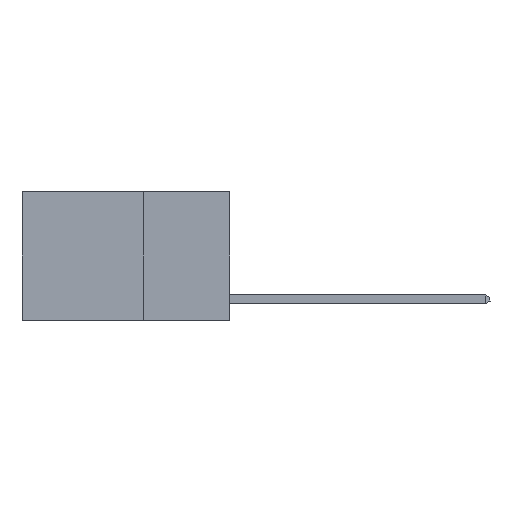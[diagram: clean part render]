
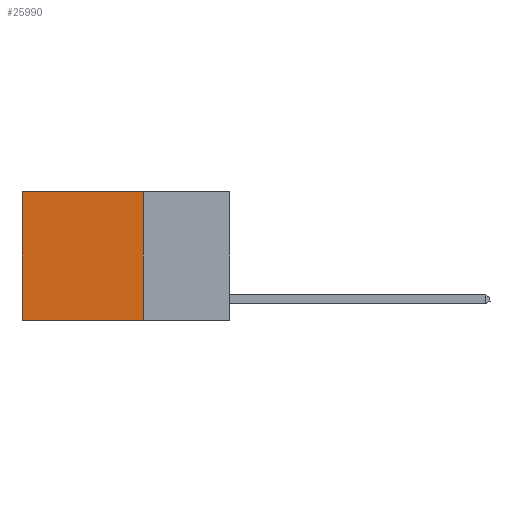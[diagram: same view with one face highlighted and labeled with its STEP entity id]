
A CAD part, left-side view. The second image highlights one B-rep face of the part: STEP entity #25990.
In plain terms, the highlighted planar face has unit normal (-1, 0, 0).
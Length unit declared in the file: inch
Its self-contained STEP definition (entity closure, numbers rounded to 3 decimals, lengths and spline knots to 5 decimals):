
#1287 = ORIENTED_EDGE ( 'NONE', *, *, #2559, .F. ) ;
#2102 = DIRECTION ( 'NONE',  ( 0., 1., 0. ) ) ;
#2559 = EDGE_CURVE ( 'NONE', #25623, #14155, #4317, .T. ) ;
#3327 = CARTESIAN_POINT ( 'NONE',  ( 0.2625, 0.25, 0. ) ) ;
#4317 = LINE ( 'NONE', #12666, #14227 ) ;
#6131 = ORIENTED_EDGE ( 'NONE', *, *, #14190, .T. ) ;
#6707 = LINE ( 'NONE', #12995, #11793 ) ;
#10396 = CARTESIAN_POINT ( 'NONE',  ( 0.2625, 0.6, -0.37 ) ) ;
#11773 = VECTOR ( 'NONE', #18773, 39.37008 ) ;
#11793 = VECTOR ( 'NONE', #15369, 39.37008 ) ;
#12666 = CARTESIAN_POINT ( 'NONE',  ( 0.2625, 0.25, -0.37 ) ) ;
#12750 = VERTEX_POINT ( 'NONE', #3327 ) ;
#12878 = DIRECTION ( 'NONE',  ( 0., 0., -1. ) ) ;
#12995 = CARTESIAN_POINT ( 'NONE',  ( 0.2625, 0.25, 0. ) ) ;
#13264 = PLANE ( 'NONE',  #18356 ) ;
#13587 = EDGE_LOOP ( 'NONE', ( #23467, #1287, #14810, #6131 ) ) ;
#14155 = VERTEX_POINT ( 'NONE', #10396 ) ;
#14190 = EDGE_CURVE ( 'NONE', #12750, #23100, #16533, .T. ) ;
#14227 = VECTOR ( 'NONE', #2102, 39.37008 ) ;
#14494 = DIRECTION ( 'NONE',  ( 0., 0., -1. ) ) ;
#14572 = CARTESIAN_POINT ( 'NONE',  ( 0.2625, 0.25, 0. ) ) ;
#14725 = EDGE_CURVE ( 'NONE', #12750, #25623, #6707, .T. ) ;
#14810 = ORIENTED_EDGE ( 'NONE', *, *, #14725, .F. ) ;
#15369 = DIRECTION ( 'NONE',  ( 0., 0., -1. ) ) ;
#15509 = DIRECTION ( 'NONE',  ( 1., 0., 0. ) ) ;
#16533 = LINE ( 'NONE', #14572, #11773 ) ;
#17609 = CARTESIAN_POINT ( 'NONE',  ( 0.2625, 0.25, 0. ) ) ;
#18356 = AXIS2_PLACEMENT_3D ( 'NONE', #17609, #15509, #12878 ) ;
#18773 = DIRECTION ( 'NONE',  ( 0., 1., 0. ) ) ;
#18850 = EDGE_CURVE ( 'NONE', #23100, #14155, #18977, .T. ) ;
#18977 = LINE ( 'NONE', #23525, #21529 ) ;
#20406 = CARTESIAN_POINT ( 'NONE',  ( 0.2625, 0.25, -0.37 ) ) ;
#21529 = VECTOR ( 'NONE', #14494, 39.37008 ) ;
#23100 = VERTEX_POINT ( 'NONE', #25761 ) ;
#23467 = ORIENTED_EDGE ( 'NONE', *, *, #18850, .T. ) ;
#23525 = CARTESIAN_POINT ( 'NONE',  ( 0.2625, 0.6, 0. ) ) ;
#23848 = FACE_OUTER_BOUND ( 'NONE', #13587, .T. ) ;
#25623 = VERTEX_POINT ( 'NONE', #20406 ) ;
#25761 = CARTESIAN_POINT ( 'NONE',  ( 0.2625, 0.6, 0. ) ) ;
#25990 = ADVANCED_FACE ( 'NONE', ( #23848 ), #13264, .F. ) ;
